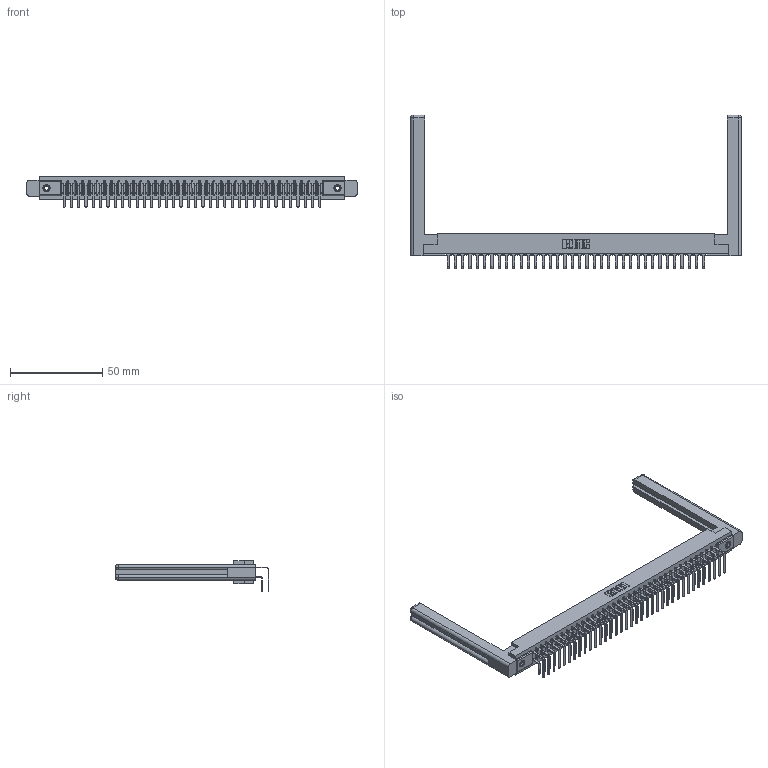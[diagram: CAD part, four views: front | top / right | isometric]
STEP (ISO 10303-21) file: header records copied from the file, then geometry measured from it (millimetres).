
FILE_DESCRIPTION (( 'STEP AP203' ), '1' );
FILE_NAME ('357-072-458-258.STEP', '2020-10-04T19:00:37', ( '' ), ( '' ), 'SwSTEP 2.0', 'SolidWorks 2020', '' );
FILE_SCHEMA (( 'CONFIG_CONTROL_DESIGN' ));
Length unit declared in the file: inch
Products named in the file (6): 307-290-001_558 559 - 1 (Single); 307 Part_.156 Dia Mounting Holes; 357-072-458-258; 345-250-001_345-250-001-102; 307-220-058; 307-290-001_558 - 2 (Single)
Assembly tree (77 placements, depth 2):
  357-072-458-258
    307 Part_.156 Dia Mounting Holes
    307-290-001_558 559 - 1 (Single)  x36
    307-290-001_558 - 2 (Single)  x36
    307-220-058  x2
    345-250-001_345-250-001-102  x2
Bounding box: 179.27 x 83.27 x 16.8 mm (x, y, z)
Volume: 26469.7 mm3; surface area: 30295.8 mm2
Topology: 77 solids, 77 shells, 3897 faces, 10901 edges, 7058 vertices
Faces by surface type: plane 2530, cylinder 1269, sphere 74, torus 12, cone 12
Entity records: 36834 total; most frequent: CARTESIAN_POINT 6049, ORIENTED_EDGE 5936, DIRECTION 5884, EDGE_CURVE 2968, LINE 2270, VECTOR 2270, VERTEX_POINT 1918, AXIS2_PLACEMENT_3D 1807
